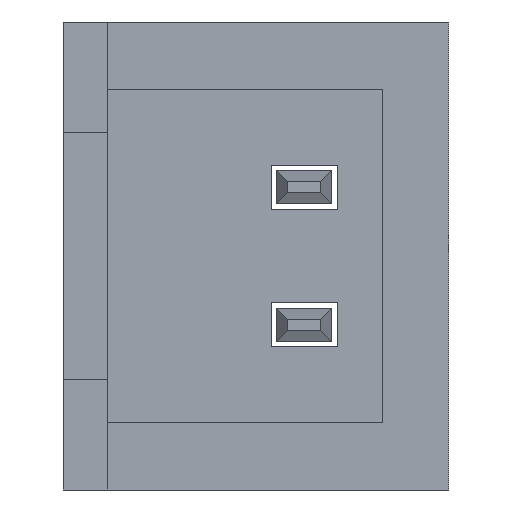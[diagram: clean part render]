
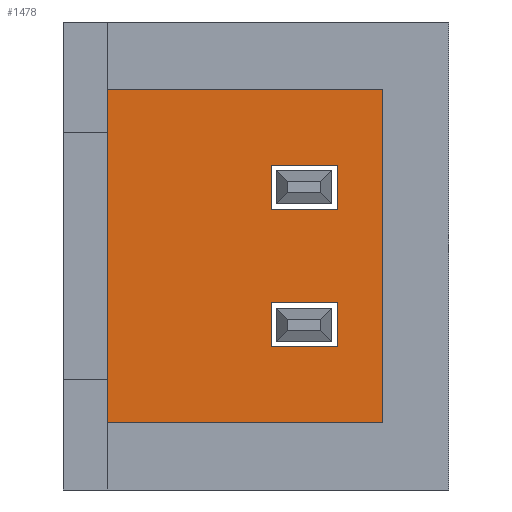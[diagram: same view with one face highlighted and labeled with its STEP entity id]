
A CAD part, left-side view. The second image highlights one B-rep face of the part: STEP entity #1478.
In plain terms, the highlighted planar face has unit normal (-1, 0, 0).
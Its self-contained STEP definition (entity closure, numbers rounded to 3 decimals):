
#17=FACE_BOUND('',#213,.T.);
#18=FACE_BOUND('',#214,.T.);
#130=FACE_OUTER_BOUND('',#212,.T.);
#212=EDGE_LOOP('',(#1303,#1304,#1305,#1306));
#213=EDGE_LOOP('',(#1307,#1308,#1309,#1310));
#214=EDGE_LOOP('',(#1311,#1312,#1313,#1314));
#355=LINE('',#2316,#537);
#357=LINE('',#2321,#539);
#360=LINE('',#2326,#542);
#362=LINE('',#2330,#544);
#363=LINE('',#2332,#545);
#365=LINE('',#2337,#547);
#368=LINE('',#2342,#550);
#370=LINE('',#2346,#552);
#371=LINE('',#2348,#553);
#389=LINE('',#2383,#571);
#392=LINE('',#2389,#574);
#395=LINE('',#2396,#577);
#537=VECTOR('',#1895,1000.);
#539=VECTOR('',#1899,1000.);
#542=VECTOR('',#1904,1000.);
#544=VECTOR('',#1908,1000.);
#545=VECTOR('',#1911,1000.);
#547=VECTOR('',#1915,1000.);
#550=VECTOR('',#1920,1000.);
#552=VECTOR('',#1924,1000.);
#553=VECTOR('',#1927,1000.);
#571=VECTOR('',#1959,1000.);
#574=VECTOR('',#1966,1000.);
#577=VECTOR('',#1975,1000.);
#693=VERTEX_POINT('',#2312);
#694=VERTEX_POINT('',#2314);
#695=VERTEX_POINT('',#2318);
#696=VERTEX_POINT('',#2320);
#697=VERTEX_POINT('',#2324);
#698=VERTEX_POINT('',#2328);
#699=VERTEX_POINT('',#2334);
#700=VERTEX_POINT('',#2336);
#701=VERTEX_POINT('',#2340);
#702=VERTEX_POINT('',#2344);
#712=VERTEX_POINT('',#2381);
#713=VERTEX_POINT('',#2387);
#877=EDGE_CURVE('',#693,#694,#355,.T.);
#879=EDGE_CURVE('',#696,#695,#357,.T.);
#882=EDGE_CURVE('',#695,#697,#360,.T.);
#884=EDGE_CURVE('',#697,#698,#362,.T.);
#885=EDGE_CURVE('',#698,#696,#363,.T.);
#887=EDGE_CURVE('',#700,#699,#365,.T.);
#890=EDGE_CURVE('',#699,#701,#368,.T.);
#892=EDGE_CURVE('',#701,#702,#370,.T.);
#893=EDGE_CURVE('',#702,#700,#371,.T.);
#911=EDGE_CURVE('',#694,#712,#389,.T.);
#914=EDGE_CURVE('',#713,#693,#392,.T.);
#917=EDGE_CURVE('',#713,#712,#395,.T.);
#1303=ORIENTED_EDGE('',*,*,#877,.T.);
#1304=ORIENTED_EDGE('',*,*,#911,.T.);
#1305=ORIENTED_EDGE('',*,*,#917,.F.);
#1306=ORIENTED_EDGE('',*,*,#914,.T.);
#1307=ORIENTED_EDGE('',*,*,#879,.T.);
#1308=ORIENTED_EDGE('',*,*,#882,.T.);
#1309=ORIENTED_EDGE('',*,*,#884,.T.);
#1310=ORIENTED_EDGE('',*,*,#885,.T.);
#1311=ORIENTED_EDGE('',*,*,#887,.T.);
#1312=ORIENTED_EDGE('',*,*,#890,.T.);
#1313=ORIENTED_EDGE('',*,*,#892,.T.);
#1314=ORIENTED_EDGE('',*,*,#893,.T.);
#1400=PLANE('',#1596);
#1478=ADVANCED_FACE('',(#130,#17,#18),#1400,.F.);
#1596=AXIS2_PLACEMENT_3D('',#2395,#1973,#1974);
#1895=DIRECTION('',(0.,0.,1.));
#1899=DIRECTION('',(0.,0.,-1.));
#1904=DIRECTION('',(0.,1.,0.));
#1908=DIRECTION('',(0.,0.,1.));
#1911=DIRECTION('',(0.,-1.,0.));
#1915=DIRECTION('',(0.,0.,1.));
#1920=DIRECTION('',(0.,-1.,0.));
#1924=DIRECTION('',(0.,0.,-1.));
#1927=DIRECTION('',(0.,1.,0.));
#1959=DIRECTION('',(0.,1.,0.));
#1966=DIRECTION('',(0.,-1.,0.));
#1973=DIRECTION('center_axis',(1.,0.,0.));
#1974=DIRECTION('ref_axis',(0.,0.,-1.));
#1975=DIRECTION('',(0.,0.,1.));
#2312=CARTESIAN_POINT('',(3.,0.6,-3.64));
#2314=CARTESIAN_POINT('',(3.,0.6,-0.61));
#2316=CARTESIAN_POINT('',(3.,0.6,-3.64));
#2318=CARTESIAN_POINT('',(3.,1.01,-2.95));
#2320=CARTESIAN_POINT('',(3.,1.01,-2.55));
#2321=CARTESIAN_POINT('',(3.,1.01,-2.55));
#2324=CARTESIAN_POINT('',(3.,1.61,-2.95));
#2326=CARTESIAN_POINT('',(3.,1.01,-2.95));
#2328=CARTESIAN_POINT('',(3.,1.61,-2.55));
#2330=CARTESIAN_POINT('',(3.,1.61,-2.95));
#2332=CARTESIAN_POINT('',(3.,1.61,-2.55));
#2334=CARTESIAN_POINT('',(3.,1.61,-1.3));
#2336=CARTESIAN_POINT('',(3.,1.61,-1.7));
#2337=CARTESIAN_POINT('',(3.,1.61,-1.7));
#2340=CARTESIAN_POINT('',(3.,1.01,-1.3));
#2342=CARTESIAN_POINT('',(3.,1.61,-1.3));
#2344=CARTESIAN_POINT('',(3.,1.01,-1.7));
#2346=CARTESIAN_POINT('',(3.,1.01,-1.3));
#2348=CARTESIAN_POINT('',(3.,1.01,-1.7));
#2381=CARTESIAN_POINT('',(3.,3.1,-0.61));
#2383=CARTESIAN_POINT('',(3.,0.6,-0.61));
#2387=CARTESIAN_POINT('',(3.,3.1,-3.64));
#2389=CARTESIAN_POINT('',(3.,3.1,-3.64));
#2395=CARTESIAN_POINT('Origin',(3.,1.85,-2.125));
#2396=CARTESIAN_POINT('',(3.,3.1,-2.125));
